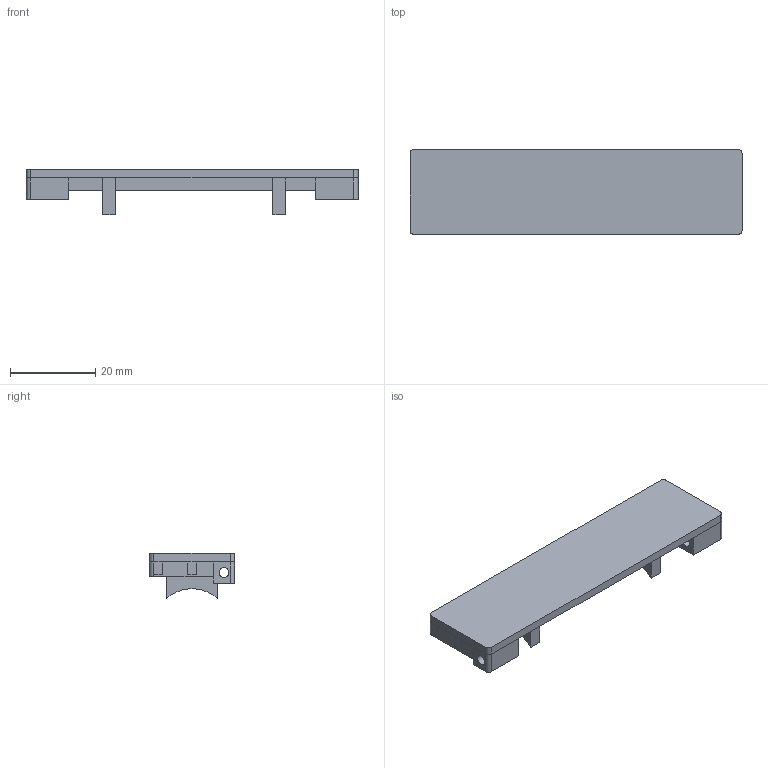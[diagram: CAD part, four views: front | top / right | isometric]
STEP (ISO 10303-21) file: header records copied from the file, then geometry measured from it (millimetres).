
FILE_DESCRIPTION(('FreeCAD Model'),'2;1');
FILE_NAME('Open CASCADE Shape Model','2024-10-04T22:26:19',(''),(''), 'Open CASCADE STEP processor 7.6','FreeCAD','Unknown');
FILE_SCHEMA(('AUTOMOTIVE_DESIGN { 1 0 10303 214 1 1 1 1 }'));
Length unit declared in the file: millimetre
Products named in the file (1): Body
Bounding box: 78 x 20 x 10.6 mm (x, y, z)
Volume: 5180.6 mm3; surface area: 5364.8 mm2
Topology: 1 solids, 1 shells, 62 faces, 172 edges, 112 vertices
Faces by surface type: plane 50, cylinder 12
Full cylindrical faces by diameter (mm): 2.3 x2
Entity records: 1982 total; most frequent: CARTESIAN_POINT 347, ORIENTED_EDGE 344, DIRECTION 318, EDGE_CURVE 172, LINE 152, VECTOR 152, VERTEX_POINT 112, AXIS2_PLACEMENT_3D 83
